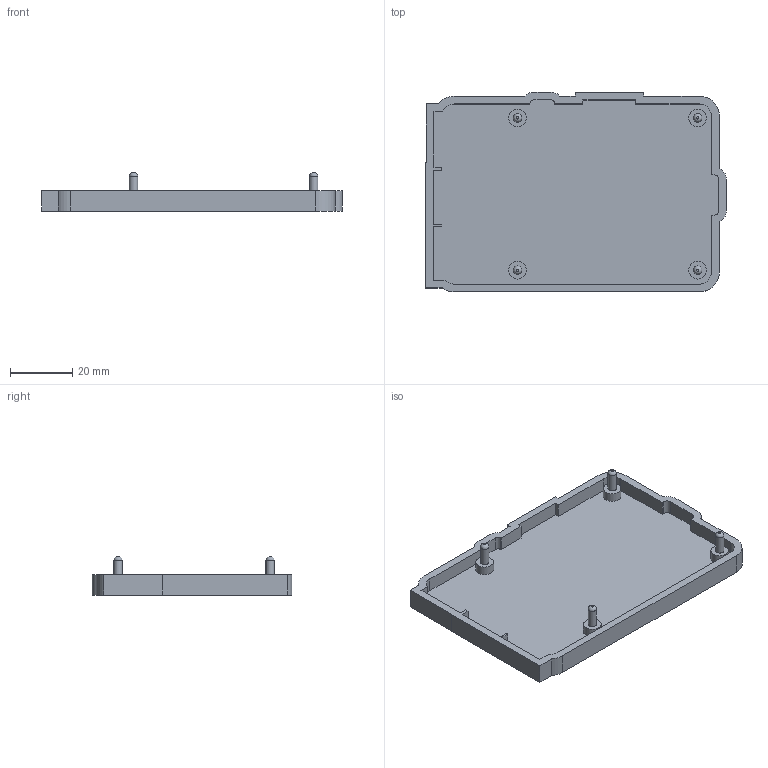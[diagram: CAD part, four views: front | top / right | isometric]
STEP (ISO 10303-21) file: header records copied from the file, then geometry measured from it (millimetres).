
FILE_DESCRIPTION(('HOOPS Exchange Step'),'2;1');
FILE_NAME('temp_export','2022-08-23T18:38:41+02:00',('asadu'),('Shapr3D Limited'),'HOOPS Exchange 2022.0','Shapr3D','Authorized');
FILE_SCHEMA( ('AP242_MANAGED_MODEL_BASED_3D_ENGINEERING_MIM_LF {1 0 10303 442 1 1 4 }') );
Length unit declared in the file: millimetre
Products named in the file (3): Pi Platform; Microcontroller Platform; root
Assembly tree (2 placements, depth 3):
  root
    Microcontroller Platform
      Pi Platform
Bounding box: 96.88 x 64.34 x 12.3 mm (x, y, z)
Volume: 15959.8 mm3; surface area: 16300.6 mm2
Topology: 9 solids, 9 shells, 93 faces, 226 edges, 152 vertices
Faces by surface type: plane 61, cylinder 28, torus 4
Full cylindrical faces by diameter (mm): 2.7 x8, 5.7 x4
Entity records: 2832 total; most frequent: DIRECTION 496, CARTESIAN_POINT 477, ORIENTED_EDGE 452, EDGE_CURVE 226, AXIS2_PLACEMENT_3D 171, VECTOR 154, LINE 154, VERTEX_POINT 152
